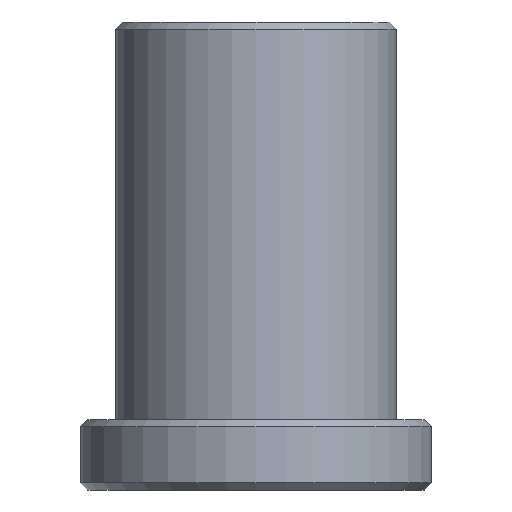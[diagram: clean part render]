
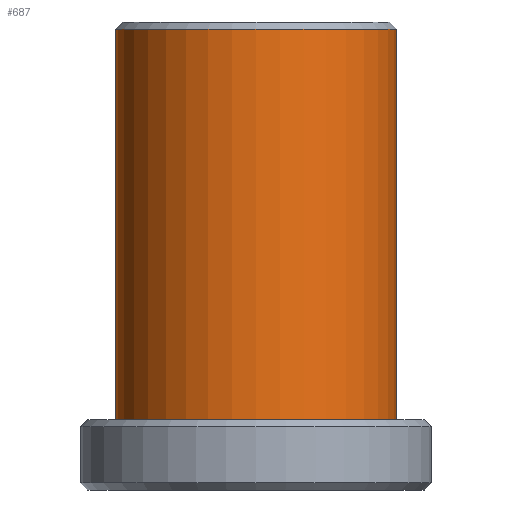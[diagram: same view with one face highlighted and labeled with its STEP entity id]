
A CAD part, front view. The second image highlights one B-rep face of the part: STEP entity #687.
In plain terms, the highlighted cylindrical face has radius 6 mm (diameter 12 mm), a partial arc.
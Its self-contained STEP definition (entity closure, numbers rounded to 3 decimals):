
#89 = CARTESIAN_POINT ( 'NONE',  ( 6., 0., 19.7 ) ) ;
#117 = CARTESIAN_POINT ( 'NONE',  ( -6., 0., 3. ) ) ;
#172 = CIRCLE ( 'NONE', #425, 6. ) ;
#270 = CARTESIAN_POINT ( 'NONE',  ( 0., 0., 19.7 ) ) ;
#363 = DIRECTION ( 'NONE',  ( 0., 0., -1. ) ) ;
#385 = EDGE_CURVE ( 'NONE', #826, #633, #172, .T. ) ;
#425 = AXIS2_PLACEMENT_3D ( 'NONE', #270, #363, #677 ) ;
#442 = CARTESIAN_POINT ( 'NONE',  ( 6., 0., 20. ) ) ;
#443 = FACE_OUTER_BOUND ( 'NONE', #1232, .T. ) ;
#453 = DIRECTION ( 'NONE',  ( -1., 0., 0. ) ) ;
#528 = DIRECTION ( 'NONE',  ( 0., 0., -1. ) ) ;
#538 = CARTESIAN_POINT ( 'NONE',  ( 0., 0., 3. ) ) ;
#549 = DIRECTION ( 'NONE',  ( 0., 0., -1. ) ) ;
#600 = ORIENTED_EDGE ( 'NONE', *, *, #935, .T. ) ;
#633 = VERTEX_POINT ( 'NONE', #1274 ) ;
#665 = CARTESIAN_POINT ( 'NONE',  ( -6., 0., 20. ) ) ;
#677 = DIRECTION ( 'NONE',  ( 1., 0., 0. ) ) ;
#687 = ADVANCED_FACE ( 'NONE', ( #443 ), #997, .T. ) ;
#692 = EDGE_CURVE ( 'NONE', #1365, #897, #695, .T. ) ;
#695 = CIRCLE ( 'NONE', #1096, 6. ) ;
#826 = VERTEX_POINT ( 'NONE', #89 ) ;
#867 = ORIENTED_EDGE ( 'NONE', *, *, #692, .F. ) ;
#877 = DIRECTION ( 'NONE',  ( -1., 0., 0. ) ) ;
#882 = CARTESIAN_POINT ( 'NONE',  ( 0., 0., 20. ) ) ;
#897 = VERTEX_POINT ( 'NONE', #117 ) ;
#898 = DIRECTION ( 'NONE',  ( 0., 0., -1. ) ) ;
#935 = EDGE_CURVE ( 'NONE', #633, #897, #1062, .T. ) ;
#997 = CYLINDRICAL_SURFACE ( 'NONE', #1260, 6. ) ;
#1031 = VECTOR ( 'NONE', #898, 1000. ) ;
#1062 = LINE ( 'NONE', #665, #1031 ) ;
#1090 = ORIENTED_EDGE ( 'NONE', *, *, #1292, .F. ) ;
#1096 = AXIS2_PLACEMENT_3D ( 'NONE', #538, #528, #453 ) ;
#1105 = DIRECTION ( 'NONE',  ( 0., 0., -1. ) ) ;
#1119 = CARTESIAN_POINT ( 'NONE',  ( 6., 0., 3. ) ) ;
#1232 = EDGE_LOOP ( 'NONE', ( #1090, #1342, #600, #867 ) ) ;
#1260 = AXIS2_PLACEMENT_3D ( 'NONE', #882, #1105, #877 ) ;
#1274 = CARTESIAN_POINT ( 'NONE',  ( -6., 0., 19.7 ) ) ;
#1292 = EDGE_CURVE ( 'NONE', #826, #1365, #1425, .T. ) ;
#1342 = ORIENTED_EDGE ( 'NONE', *, *, #385, .T. ) ;
#1365 = VERTEX_POINT ( 'NONE', #1119 ) ;
#1398 = VECTOR ( 'NONE', #549, 1000. ) ;
#1425 = LINE ( 'NONE', #442, #1398 ) ;
